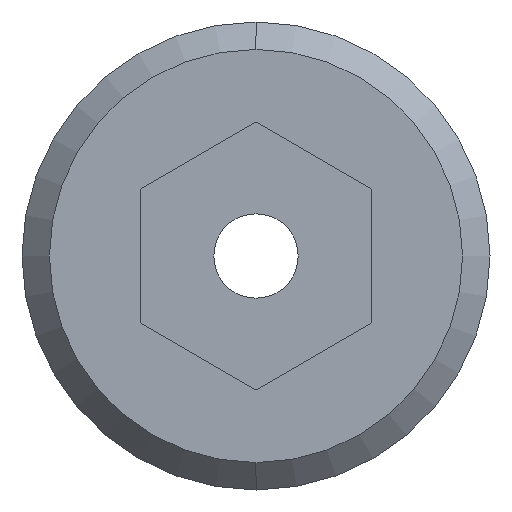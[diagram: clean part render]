
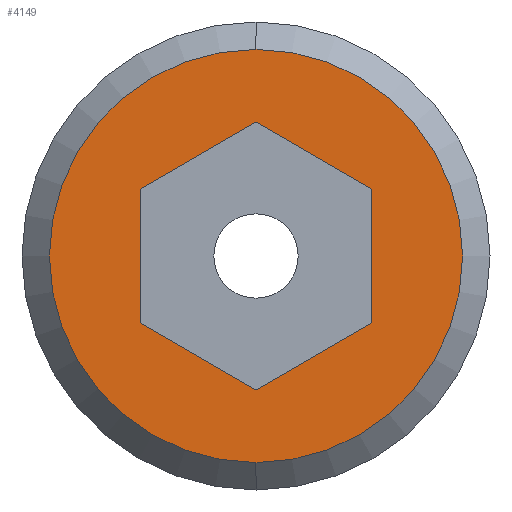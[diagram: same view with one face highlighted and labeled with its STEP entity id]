
A CAD part, left-side view. The second image highlights one B-rep face of the part: STEP entity #4149.
In plain terms, the highlighted planar face has unit normal (-1, 0, 0).
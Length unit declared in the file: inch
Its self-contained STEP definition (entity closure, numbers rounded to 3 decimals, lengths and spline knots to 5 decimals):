
#1834=CARTESIAN_POINT('',(-0.136,0.,0.));
#1835=DIRECTION('',(-1.,0.,0.));
#1836=DIRECTION('',(0.,1.,0.));
#1837=AXIS2_PLACEMENT_3D('',#1834,#1835,#1836);
#1852=DIRECTION('',(0.,0.5,0.866));
#1853=VECTOR('',#1852,0.06351);
#1854=CARTESIAN_POINT('',(-0.136,0.03175,-0.055));
#1855=LINE('',#1854,#1853);
#1856=DIRECTION('',(0.,1.,0.));
#1857=VECTOR('',#1856,0.06351);
#1858=CARTESIAN_POINT('',(-0.136,-0.03175,-0.055));
#1859=LINE('',#1858,#1857);
#1860=DIRECTION('',(0.,0.5,-0.866));
#1861=VECTOR('',#1860,0.06351);
#1862=CARTESIAN_POINT('',(-0.136,-0.06351,0.));
#1863=LINE('',#1862,#1861);
#1864=DIRECTION('',(0.,-0.5,-0.866));
#1865=VECTOR('',#1864,0.06351);
#1866=CARTESIAN_POINT('',(-0.136,-0.03175,0.055));
#1867=LINE('',#1866,#1865);
#1868=DIRECTION('',(0.,-1.,0.));
#1869=VECTOR('',#1868,0.06351);
#1870=CARTESIAN_POINT('',(-0.136,0.03175,0.055));
#1871=LINE('',#1870,#1869);
#1872=DIRECTION('',(0.,-0.5,0.866));
#1873=VECTOR('',#1872,0.06351);
#1874=CARTESIAN_POINT('',(-0.136,0.06351,0.));
#1875=LINE('',#1874,#1873);
#1876=CARTESIAN_POINT('',(-0.136,0.,0.));
#1877=DIRECTION('',(1.,0.,0.));
#1878=DIRECTION('',(0.,1.,0.));
#1879=AXIS2_PLACEMENT_3D('',#1876,#1877,#1878);
#2020=CARTESIAN_POINT('',(-0.136,0.098,0.));
#2021=CARTESIAN_POINT('',(-0.136,-0.098,0.));
#2022=VERTEX_POINT('',#2020);
#2023=VERTEX_POINT('',#2021);
#2040=CARTESIAN_POINT('',(-0.136,0.03175,-0.055));
#2041=CARTESIAN_POINT('',(-0.136,0.06351,0.));
#2042=VERTEX_POINT('',#2040);
#2043=VERTEX_POINT('',#2041);
#2044=CARTESIAN_POINT('',(-0.136,-0.03175,-0.055));
#2045=VERTEX_POINT('',#2044);
#2046=CARTESIAN_POINT('',(-0.136,-0.06351,0.));
#2047=VERTEX_POINT('',#2046);
#2048=CARTESIAN_POINT('',(-0.136,-0.03175,0.055));
#2049=VERTEX_POINT('',#2048);
#2050=CARTESIAN_POINT('',(-0.136,0.03175,0.055));
#2051=VERTEX_POINT('',#2050);
#4125=CARTESIAN_POINT('',(-0.136,0.,0.));
#4126=DIRECTION('',(1.,0.,0.));
#4127=DIRECTION('',(0.,-1.,0.));
#4128=AXIS2_PLACEMENT_3D('',#4125,#4126,#4127);
#4129=PLANE('',#4128);
#4130=ORIENTED_EDGE('',*,*,#4115,.F.);
#4132=ORIENTED_EDGE('',*,*,#4131,.T.);
#4133=EDGE_LOOP('',(#4130,#4132));
#4134=FACE_OUTER_BOUND('',#4133,.F.);
#4136=ORIENTED_EDGE('',*,*,#4135,.F.);
#4138=ORIENTED_EDGE('',*,*,#4137,.F.);
#4140=ORIENTED_EDGE('',*,*,#4139,.F.);
#4142=ORIENTED_EDGE('',*,*,#4141,.F.);
#4144=ORIENTED_EDGE('',*,*,#4143,.F.);
#4146=ORIENTED_EDGE('',*,*,#4145,.F.);
#4147=EDGE_LOOP('',(#4136,#4138,#4140,#4142,#4144,#4146));
#4148=FACE_BOUND('',#4147,.F.);
#1838=CIRCLE('',#1837,0.098);
#1880=CIRCLE('',#1879,0.098);
#4115=EDGE_CURVE('',#2022,#2023,#1838,.T.);
#4131=EDGE_CURVE('',#2022,#2023,#1880,.T.);
#4135=EDGE_CURVE('',#2042,#2043,#1855,.T.);
#4137=EDGE_CURVE('',#2045,#2042,#1859,.T.);
#4139=EDGE_CURVE('',#2047,#2045,#1863,.T.);
#4141=EDGE_CURVE('',#2049,#2047,#1867,.T.);
#4143=EDGE_CURVE('',#2051,#2049,#1871,.T.);
#4145=EDGE_CURVE('',#2043,#2051,#1875,.T.);
#4149=ADVANCED_FACE('',(#4134,#4148),#4129,.F.);
